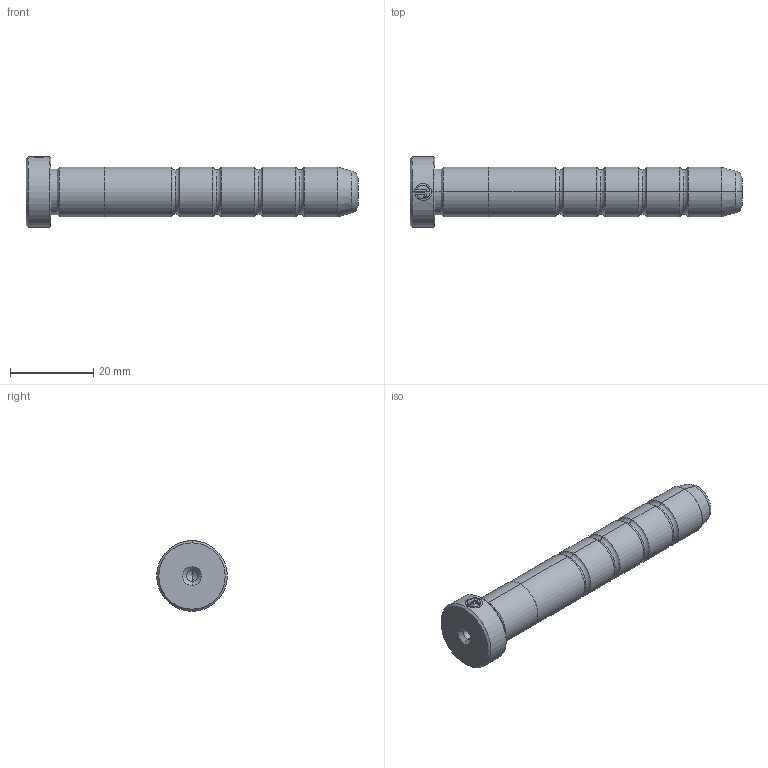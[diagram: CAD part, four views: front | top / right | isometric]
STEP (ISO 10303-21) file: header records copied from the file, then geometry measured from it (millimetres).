
FILE_DESCRIPTION (( 'STEP AP214' ), '1' );
FILE_NAME ('SPN-d12-L80.step', '2021-11-03T06:51:22', ( 'User' ), ( 'china' ), 'SwSTEP 2.0', 'SolidWorks 2016', '' );
FILE_SCHEMA (( 'AUTOMOTIVE_DESIGN' ));
Length unit declared in the file: millimetre
Products named in the file (1): SPN-d12-L80
Bounding box: 80 x 17 x 17 mm (x, y, z)
Volume: 9059.2 mm3; surface area: 3839 mm2
Topology: 1 solids, 1 shells, 85 faces, 190 edges, 108 vertices
Faces by surface type: cylinder 33, torus 22, cone 18, plane 12
Entity records: 2574 total; most frequent: CARTESIAN_POINT 628, DIRECTION 422, ORIENTED_EDGE 372, EDGE_CURVE 186, AXIS2_PLACEMENT_3D 178, VERTEX_POINT 108, CIRCLE 92, EDGE_LOOP 90
